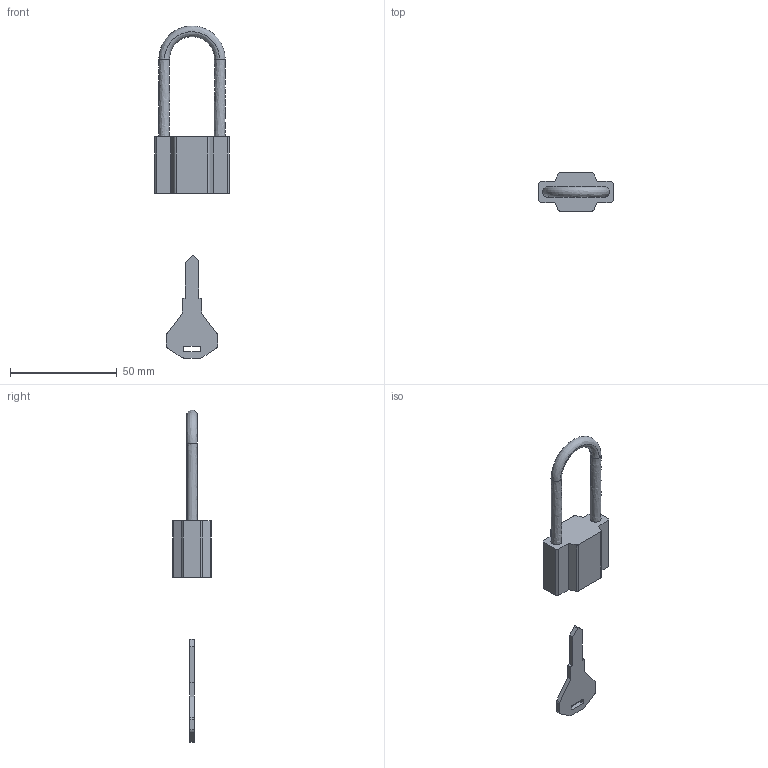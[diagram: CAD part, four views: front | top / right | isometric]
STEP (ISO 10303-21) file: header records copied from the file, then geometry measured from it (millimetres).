
FILE_DESCRIPTION((''),'2;1');
FILE_NAME('','2005-07-15T16:13:07',(''),(''),'','CADfix','');
FILE_SCHEMA(('AUTOMOTIVE_DESIGN'));
Length unit declared in the file: millimetre
Products named in the file (5): shackle; lock; key; body; TL_285J_2_4996_36
Assembly tree (4 placements, depth 2):
  TL_285J_2_4996_36
    shackle
    lock
    key
    body
Bounding box: 35 x 18 x 155.21 mm (x, y, z)
Volume: 16290.4 mm3; surface area: 10080.6 mm2
Topology: 4 solids, 4 shells, 107 faces, 317 edges, 226 vertices
Faces by surface type: bspline 107
Entity records: 3853 total; most frequent: CARTESIAN_POINT 1964, ORIENTED_EDGE 634, EDGE_CURVE 317, VERTEX_POINT 226, QUASI_UNIFORM_CURVE 167, EDGE_LOOP 119, FACE_OUTER_BOUND 107, ADVANCED_FACE 107
